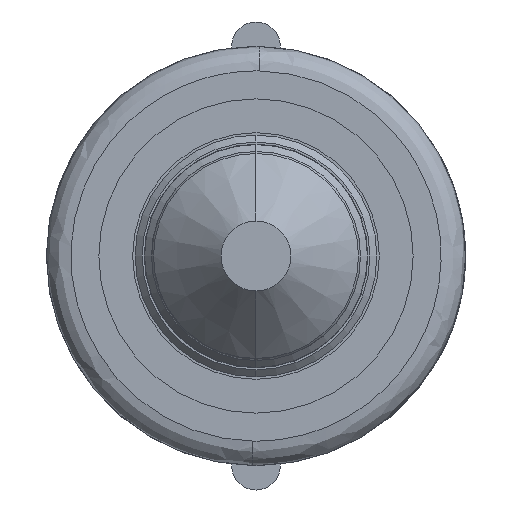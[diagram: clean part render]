
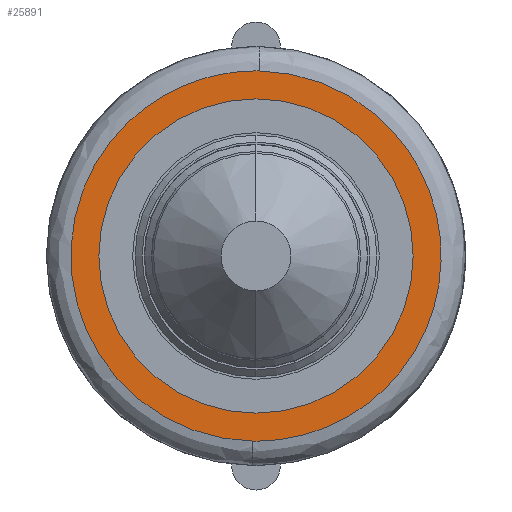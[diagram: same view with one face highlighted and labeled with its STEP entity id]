
A CAD part, left-side view. The second image highlights one B-rep face of the part: STEP entity #25891.
In plain terms, the highlighted face is planar.
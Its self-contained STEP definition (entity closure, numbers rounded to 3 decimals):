
#4 = ORIENTED_EDGE ( 'NONE', *, *, #29141, .F. ) ;
#367 = CARTESIAN_POINT ( 'NONE',  ( -2.608, -0.478, 0. ) ) ;
#498 = CARTESIAN_POINT ( 'NONE',  ( 2.126, -1.62, 0. ) ) ;
#3191 = CARTESIAN_POINT ( 'NONE',  ( -2.5, -0.896, 0. ) ) ;
#3304 = CARTESIAN_POINT ( 'NONE',  ( 2.582, -0.69, 0. ) ) ;
#3818 = B_SPLINE_CURVE_WITH_KNOTS ( 'NONE', 3,
 ( #5899, #8693, #33981, #17160, #367, #19965, #3191, #22800, #6012, #25641, #8819, #28481, #11638, #31303, #14471, #34088, #17288, #498, #20082, #3304, #22927, #6128 ),
 .UNSPECIFIED., .F., .F.,
 ( 4, 2, 2, 2, 2, 2, 2, 2, 2, 2, 4 ),
 ( 0.006, 0.037, 0.068, 0.13, 0.255, 0.379, 0.503, 0.627, 0.752, 0.876, 1. ),
 .UNSPECIFIED. ) ;
#5899 = CARTESIAN_POINT ( 'NONE',  ( -2.65, -0.05, 0. ) ) ;
#6012 = CARTESIAN_POINT ( 'NONE',  ( -2.095, -1.66, 0. ) ) ;
#6128 = CARTESIAN_POINT ( 'NONE',  ( 2.65, 0., 0. ) ) ;
#6346 = B_SPLINE_CURVE_WITH_KNOTS ( 'NONE', 3,
 ( #11224, #25343, #33806, #16995 ),
 .UNSPECIFIED., .F., .F.,
 ( 4, 4 ),
 ( 0., 0.006 ),
 .UNSPECIFIED. ) ;
#6570 = CARTESIAN_POINT ( 'NONE',  ( 2.65, 0.017, 0. ) ) ;
#7110 = CARTESIAN_POINT ( 'NONE',  ( -2.65, 0., 0. ) ) ;
#8693 = CARTESIAN_POINT ( 'NONE',  ( -2.648, -0.137, 0. ) ) ;
#8819 = CARTESIAN_POINT ( 'NONE',  ( -1.306, -2.332, 0. ) ) ;
#11224 = CARTESIAN_POINT ( 'NONE',  ( -2.65, 0., 0. ) ) ;
#11638 = CARTESIAN_POINT ( 'NONE',  ( -0.32, -2.654, 0. ) ) ;
#12066 = CARTESIAN_POINT ( 'NONE',  ( 2.65, 0., 0. ) ) ;
#12518 = CARTESIAN_POINT ( 'NONE',  ( 0., 0., 0. ) ) ;
#14471 = CARTESIAN_POINT ( 'NONE',  ( 0.714, -2.576, 0. ) ) ;
#14647 = EDGE_CURVE ( 'NONE', #19405, #23794, #33330, .T. ) ;
#14665 = CARTESIAN_POINT ( 'NONE',  ( -2.65, 0., 0. ) ) ;
#15014 = CARTESIAN_POINT ( 'NONE',  ( 2.65, 0.033, 0. ) ) ;
#15352 = DIRECTION ( 'NONE',  ( 1., 0., 0. ) ) ;
#16483 = CARTESIAN_POINT ( 'NONE',  ( 2.65, 0., 0. ) ) ;
#16995 = CARTESIAN_POINT ( 'NONE',  ( -2.65, -0.05, 0. ) ) ;
#17160 = CARTESIAN_POINT ( 'NONE',  ( -2.622, -0.393, 0. ) ) ;
#17288 = CARTESIAN_POINT ( 'NONE',  ( 1.64, -2.11, 0. ) ) ;
#18305 = EDGE_CURVE ( 'NONE', #23794, #30721, #6346, .T. ) ;
#19056 = ORIENTED_EDGE ( 'NONE', *, *, #14647, .F. ) ;
#19405 = VERTEX_POINT ( 'NONE', #32676 ) ;
#19965 = CARTESIAN_POINT ( 'NONE',  ( -2.553, -0.731, 0. ) ) ;
#20082 = CARTESIAN_POINT ( 'NONE',  ( 2.32, -1.327, 0. ) ) ;
#20796 = EDGE_CURVE ( 'NONE', #28658, #19405, #32426, .T. ) ;
#22800 = CARTESIAN_POINT ( 'NONE',  ( -2.294, -1.371, 0. ) ) ;
#22927 = CARTESIAN_POINT ( 'NONE',  ( 2.65, -0.345, 0. ) ) ;
#23794 = VERTEX_POINT ( 'NONE', #14665 ) ;
#23904 = CARTESIAN_POINT ( 'NONE',  ( 2.65, 0.05, 0. ) ) ;
#25343 = CARTESIAN_POINT ( 'NONE',  ( -2.65, -0.016, 0. ) ) ;
#25641 = CARTESIAN_POINT ( 'NONE',  ( -1.6, -2.141, 0. ) ) ;
#25648 = CARTESIAN_POINT ( 'NONE',  ( -2.65, -0.05, 0. ) ) ;
#25891 = ADVANCED_FACE ( 'NONE', ( #26503 ), #26540, .F. ) ;
#26503 = FACE_OUTER_BOUND ( 'NONE', #31077, .T. ) ;
#26540 = PLANE ( 'NONE',  #30617 ) ;
#28481 = CARTESIAN_POINT ( 'NONE',  ( -0.665, -2.589, 0. ) ) ;
#28658 = VERTEX_POINT ( 'NONE', #16483 ) ;
#29141 = EDGE_CURVE ( 'NONE', #30721, #28658, #3818, .T. ) ;
#29457 = CARTESIAN_POINT ( 'NONE',  ( 2.552, 5.251, 0. ) ) ;
#29667 = ORIENTED_EDGE ( 'NONE', *, *, #20796, .F. ) ;
#30617 = AXIS2_PLACEMENT_3D ( 'NONE', #12518, #32196, #15352 ) ;
#30721 = VERTEX_POINT ( 'NONE', #25648 ) ;
#31077 = EDGE_LOOP ( 'NONE', ( #31614, #19056, #29667, #4 ) ) ;
#31303 = CARTESIAN_POINT ( 'NONE',  ( 0.37, -2.647, 0. ) ) ;
#31614 = ORIENTED_EDGE ( 'NONE', *, *, #18305, .F. ) ;
#32196 = DIRECTION ( 'NONE',  ( 0., 0., 1. ) ) ;
#32426 =( BOUNDED_CURVE ( )  B_SPLINE_CURVE ( 3, ( #12066, #6570, #15014, #34631 ),
 .UNSPECIFIED., .F., .F. ) 
 B_SPLINE_CURVE_WITH_KNOTS ( ( 4, 4 ),
 ( 0., 0.006 ),
 .UNSPECIFIED. ) 
 CURVE ( )  GEOMETRIC_REPRESENTATION_ITEM ( )  RATIONAL_B_SPLINE_CURVE ( ( 1., 1., 1., 1. ) ) 
 REPRESENTATION_ITEM ( '' )  );
#32676 = CARTESIAN_POINT ( 'NONE',  ( 2.65, 0.05, 0. ) ) ;
#33330 =( BOUNDED_CURVE ( )  B_SPLINE_CURVE ( 3, ( #23904, #29457, #35048, #7110 ),
 .UNSPECIFIED., .F., .F. ) 
 B_SPLINE_CURVE_WITH_KNOTS ( ( 4, 4 ),
 ( 0.006, 1. ),
 .UNSPECIFIED. ) 
 CURVE ( )  GEOMETRIC_REPRESENTATION_ITEM ( )  RATIONAL_B_SPLINE_CURVE ( ( 1., 0.34, 0.34, 1. ) ) 
 REPRESENTATION_ITEM ( '' )  );
#33806 = CARTESIAN_POINT ( 'NONE',  ( -2.65, -0.032, 0. ) ) ;
#33981 = CARTESIAN_POINT ( 'NONE',  ( -2.642, -0.222, 0. ) ) ;
#34088 = CARTESIAN_POINT ( 'NONE',  ( 1.349, -2.307, 0. ) ) ;
#34631 = CARTESIAN_POINT ( 'NONE',  ( 2.65, 0.05, 0. ) ) ;
#35048 = CARTESIAN_POINT ( 'NONE',  ( -2.65, 5.202, 0. ) ) ;
